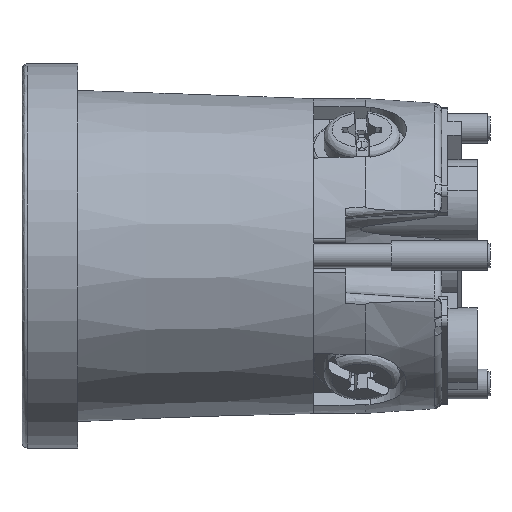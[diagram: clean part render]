
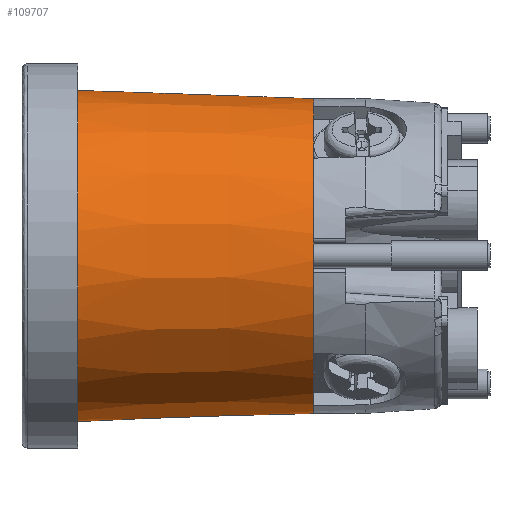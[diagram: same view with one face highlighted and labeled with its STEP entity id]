
A CAD part, top view. The second image highlights one B-rep face of the part: STEP entity #109707.
In plain terms, the highlighted conical face has half-angle 2 degrees and reference radius 15.621 mm.
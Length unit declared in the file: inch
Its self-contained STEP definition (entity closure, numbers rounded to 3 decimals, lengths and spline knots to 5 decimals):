
#2349 = DIRECTION ( 'NONE',  ( 0., -1., 0. ) ) ;
#4037 = CARTESIAN_POINT ( 'NONE',  ( 1.5271, -0.49471, -0.38164 ) ) ;
#5410 = CARTESIAN_POINT ( 'NONE',  ( 1.52711, -0.62026, -0.51165 ) ) ;
#5632 = CARTESIAN_POINT ( 'NONE',  ( 2.50911, -0.52245, -0.36149 ) ) ;
#7735 = VECTOR ( 'NONE', #14386, 39.37008 ) ;
#13378 = CARTESIAN_POINT ( 'NONE',  ( 2.50911, -1.02, 0. ) ) ;
#14386 = DIRECTION ( 'NONE',  ( 0.999, -0.028, 0.021 ) ) ;
#15129 = DIRECTION ( 'NONE',  ( 0., -1., 0. ) ) ;
#23761 = DIRECTION ( 'NONE',  ( 1., 0., 0. ) ) ;
#34434 = DIRECTION ( 'NONE',  ( -1., 0., 0. ) ) ;
#44296 = CARTESIAN_POINT ( 'NONE',  ( 2.50911, -1.02, 0. ) ) ;
#45518 = DIRECTION ( 'NONE',  ( 0., -1., 0. ) ) ;
#45782 = ORIENTED_EDGE ( 'NONE', *, *, #113744, .F. ) ;
#54520 = VERTEX_POINT ( 'NONE', #84535 ) ;
#56931 = CIRCLE ( 'NONE', #57184, 0.615 ) ;
#57184 = AXIS2_PLACEMENT_3D ( 'NONE', #44296, #23761, #15129 ) ;
#59389 = VERTEX_POINT ( 'NONE', #5410 ) ;
#62823 = EDGE_CURVE ( 'NONE', #122130, #59389, #125047, .T. ) ;
#62935 = CARTESIAN_POINT ( 'NONE',  ( 1.52711, -1.02, 0. ) ) ;
#69379 = ORIENTED_EDGE ( 'NONE', *, *, #118459, .F. ) ;
#69523 = ORIENTED_EDGE ( 'NONE', *, *, #121513, .F. ) ;
#72378 = LINE ( 'NONE', #4037, #7735 ) ;
#79743 = DIRECTION ( 'NONE',  ( -0.999, 0.021, -0.028 ) ) ;
#84535 = CARTESIAN_POINT ( 'NONE',  ( 1.52711, -0.49471, -0.38164 ) ) ;
#89961 = EDGE_LOOP ( 'NONE', ( #69523, #119680, #45782, #69379 ) ) ;
#95201 = CONICAL_SURFACE ( 'NONE', #113397, 0.615, 0.035 ) ;
#107549 = FACE_OUTER_BOUND ( 'NONE', #89961, .T. ) ;
#109707 = ADVANCED_FACE ( 'NONE', ( #107549 ), #95201, .T. ) ;
#112270 = DIRECTION ( 'NONE',  ( -1., 0., 0. ) ) ;
#113397 = AXIS2_PLACEMENT_3D ( 'NONE', #13378, #34434, #45518 ) ;
#113744 = EDGE_CURVE ( 'NONE', #117453, #122130, #56931, .T. ) ;
#117058 = CARTESIAN_POINT ( 'NONE',  ( 2.50911, -0.64137, -0.48463 ) ) ;
#117453 = VERTEX_POINT ( 'NONE', #5632 ) ;
#118459 = EDGE_CURVE ( 'NONE', #54520, #117453, #72378, .T. ) ;
#119680 = ORIENTED_EDGE ( 'NONE', *, *, #62823, .F. ) ;
#121513 = EDGE_CURVE ( 'NONE', #59389, #54520, #121772, .T. ) ;
#121772 = CIRCLE ( 'NONE', #126438, 0.64929 ) ;
#122130 = VERTEX_POINT ( 'NONE', #117058 ) ;
#123419 = VECTOR ( 'NONE', #79743, 39.37008 ) ;
#125047 = LINE ( 'NONE', #127454, #123419 ) ;
#126438 = AXIS2_PLACEMENT_3D ( 'NONE', #62935, #112270, #2349 ) ;
#127454 = CARTESIAN_POINT ( 'NONE',  ( 1.5271, -0.62026, -0.51165 ) ) ;
